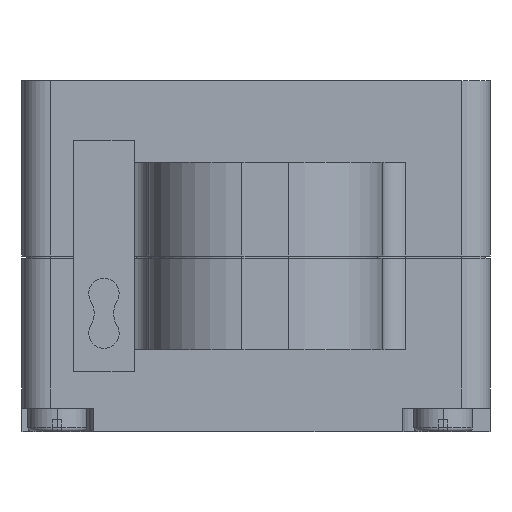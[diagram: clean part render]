
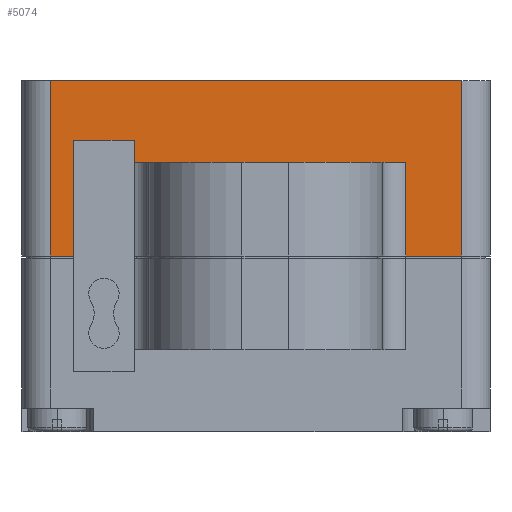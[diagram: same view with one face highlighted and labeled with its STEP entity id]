
A CAD part, left-side view. The second image highlights one B-rep face of the part: STEP entity #5074.
In plain terms, the highlighted planar face has unit normal (-1, 0, 0).
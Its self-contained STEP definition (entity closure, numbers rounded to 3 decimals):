
#62 = LINE ( 'NONE', #6484, #4346 ) ;
#71 = CARTESIAN_POINT ( 'NONE',  ( -37.6, 9.2, 7.5 ) ) ;
#92 = CARTESIAN_POINT ( 'NONE',  ( -37.6, -8.4, 7.5 ) ) ;
#340 = VERTEX_POINT ( 'NONE', #7530 ) ;
#476 = VERTEX_POINT ( 'NONE', #2019 ) ;
#656 = ORIENTED_EDGE ( 'NONE', *, *, #6758, .T. ) ;
#696 = PLANE ( 'NONE',  #9016 ) ;
#710 = CARTESIAN_POINT ( 'NONE',  ( -37.6, 8.2, 0. ) ) ;
#1109 = CARTESIAN_POINT ( 'NONE',  ( -37.6, 9.2, 0. ) ) ;
#1127 = EDGE_CURVE ( 'NONE', #2490, #8769, #2908, .T. ) ;
#1269 = VERTEX_POINT ( 'NONE', #710 ) ;
#1316 = CARTESIAN_POINT ( 'NONE',  ( -37.6, -9.6, 7.5 ) ) ;
#1326 = VECTOR ( 'NONE', #3766, 1000. ) ;
#1624 = LINE ( 'NONE', #9344, #7885 ) ;
#1832 = DIRECTION ( 'NONE',  ( 0., 0., 1. ) ) ;
#1918 = DIRECTION ( 'NONE',  ( 0., -1., 0. ) ) ;
#1931 = LINE ( 'NONE', #1109, #9330 ) ;
#2019 = CARTESIAN_POINT ( 'NONE',  ( -37.6, -6., 4. ) ) ;
#2028 = EDGE_LOOP ( 'NONE', ( #7882, #2999, #2442, #5188, #4627, #656, #6372, #9439, #4673, #7977 ) ) ;
#2399 = DIRECTION ( 'NONE',  ( 0., 0., 1. ) ) ;
#2413 = CARTESIAN_POINT ( 'NONE',  ( -37.6, -8.4, 0. ) ) ;
#2442 = ORIENTED_EDGE ( 'NONE', *, *, #7232, .T. ) ;
#2490 = VERTEX_POINT ( 'NONE', #2944 ) ;
#2891 = LINE ( 'NONE', #4593, #1326 ) ;
#2908 = LINE ( 'NONE', #4354, #7310 ) ;
#2933 = LINE ( 'NONE', #9191, #6373 ) ;
#2944 = CARTESIAN_POINT ( 'NONE',  ( -37.6, 5.6, 4.95 ) ) ;
#2999 = ORIENTED_EDGE ( 'NONE', *, *, #3681, .T. ) ;
#3560 = DIRECTION ( 'NONE',  ( 0., -1., 0. ) ) ;
#3681 = EDGE_CURVE ( 'NONE', #4149, #9376, #8941, .T. ) ;
#3750 = EDGE_CURVE ( 'NONE', #8769, #1269, #2933, .T. ) ;
#3766 = DIRECTION ( 'NONE',  ( 0., -1., 0. ) ) ;
#3815 = DIRECTION ( 'NONE',  ( 0., 0., -1. ) ) ;
#3820 = VERTEX_POINT ( 'NONE', #4918 ) ;
#3964 = DIRECTION ( 'NONE',  ( 0., 1., 0. ) ) ;
#4149 = VERTEX_POINT ( 'NONE', #5145 ) ;
#4314 = CARTESIAN_POINT ( 'NONE',  ( -37.6, 9.2, 0. ) ) ;
#4324 = LINE ( 'NONE', #9035, #8115 ) ;
#4346 = VECTOR ( 'NONE', #6533, 1000. ) ;
#4354 = CARTESIAN_POINT ( 'NONE',  ( -37.6, 8.2, 4.95 ) ) ;
#4593 = CARTESIAN_POINT ( 'NONE',  ( -37.6, -9.6, 7.5 ) ) ;
#4599 = VECTOR ( 'NONE', #2399, 1000. ) ;
#4627 = ORIENTED_EDGE ( 'NONE', *, *, #9428, .T. ) ;
#4673 = ORIENTED_EDGE ( 'NONE', *, *, #5782, .F. ) ;
#4918 = CARTESIAN_POINT ( 'NONE',  ( -37.6, 5.6, 4. ) ) ;
#5026 = EDGE_CURVE ( 'NONE', #5120, #340, #2891, .T. ) ;
#5050 = DIRECTION ( 'NONE',  ( 0., 0., -1. ) ) ;
#5074 = ADVANCED_FACE ( 'NONE', ( #8288 ), #696, .F. ) ;
#5120 = VERTEX_POINT ( 'NONE', #71 ) ;
#5145 = CARTESIAN_POINT ( 'NONE',  ( -37.6, -6., 0. ) ) ;
#5188 = ORIENTED_EDGE ( 'NONE', *, *, #5026, .F. ) ;
#5426 = CARTESIAN_POINT ( 'NONE',  ( -37.6, 8.2, 4.95 ) ) ;
#5439 = VECTOR ( 'NONE', #1832, 1000. ) ;
#5782 = EDGE_CURVE ( 'NONE', #3820, #2490, #7840, .T. ) ;
#6022 = EDGE_CURVE ( 'NONE', #476, #3820, #1624, .T. ) ;
#6224 = LINE ( 'NONE', #92, #4599 ) ;
#6372 = ORIENTED_EDGE ( 'NONE', *, *, #3750, .F. ) ;
#6373 = VECTOR ( 'NONE', #7623, 1000. ) ;
#6484 = CARTESIAN_POINT ( 'NONE',  ( -37.6, 9.2, 7.5 ) ) ;
#6530 = VECTOR ( 'NONE', #1918, 1000. ) ;
#6533 = DIRECTION ( 'NONE',  ( 0., 0., -1. ) ) ;
#6758 = EDGE_CURVE ( 'NONE', #8688, #1269, #1931, .T. ) ;
#7232 = EDGE_CURVE ( 'NONE', #9376, #340, #6224, .T. ) ;
#7310 = VECTOR ( 'NONE', #9768, 1000. ) ;
#7530 = CARTESIAN_POINT ( 'NONE',  ( -37.6, -8.4, 7.5 ) ) ;
#7623 = DIRECTION ( 'NONE',  ( 0., 0., -1. ) ) ;
#7683 = DIRECTION ( 'NONE',  ( 1., 0., 0. ) ) ;
#7840 = LINE ( 'NONE', #8992, #5439 ) ;
#7882 = ORIENTED_EDGE ( 'NONE', *, *, #9236, .T. ) ;
#7885 = VECTOR ( 'NONE', #3964, 1000. ) ;
#7977 = ORIENTED_EDGE ( 'NONE', *, *, #6022, .F. ) ;
#8115 = VECTOR ( 'NONE', #5050, 1000. ) ;
#8177 = CARTESIAN_POINT ( 'NONE',  ( -37.6, -6., 0. ) ) ;
#8288 = FACE_OUTER_BOUND ( 'NONE', #2028, .T. ) ;
#8688 = VERTEX_POINT ( 'NONE', #4314 ) ;
#8769 = VERTEX_POINT ( 'NONE', #5426 ) ;
#8941 = LINE ( 'NONE', #8177, #6530 ) ;
#8992 = CARTESIAN_POINT ( 'NONE',  ( -37.6, 5.6, -4.95 ) ) ;
#9016 = AXIS2_PLACEMENT_3D ( 'NONE', #1316, #7683, #3815 ) ;
#9035 = CARTESIAN_POINT ( 'NONE',  ( -37.6, -6., -4. ) ) ;
#9191 = CARTESIAN_POINT ( 'NONE',  ( -37.6, 8.2, -4.95 ) ) ;
#9236 = EDGE_CURVE ( 'NONE', #476, #4149, #4324, .T. ) ;
#9330 = VECTOR ( 'NONE', #3560, 1000. ) ;
#9344 = CARTESIAN_POINT ( 'NONE',  ( -37.6, -5., 4. ) ) ;
#9376 = VERTEX_POINT ( 'NONE', #2413 ) ;
#9428 = EDGE_CURVE ( 'NONE', #5120, #8688, #62, .T. ) ;
#9439 = ORIENTED_EDGE ( 'NONE', *, *, #1127, .F. ) ;
#9768 = DIRECTION ( 'NONE',  ( 0., 1., 0. ) ) ;
